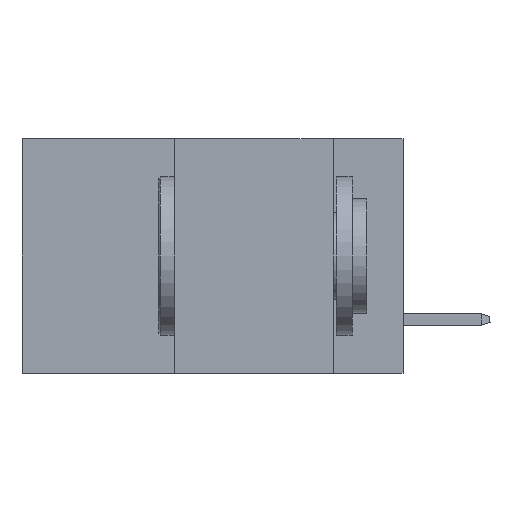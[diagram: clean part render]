
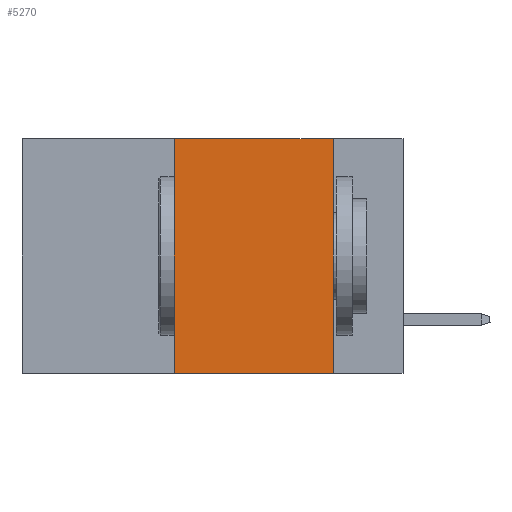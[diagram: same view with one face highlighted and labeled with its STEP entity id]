
A CAD part, left-side view. The second image highlights one B-rep face of the part: STEP entity #5270.
In plain terms, the highlighted planar face has unit normal (-1, 0, 0).
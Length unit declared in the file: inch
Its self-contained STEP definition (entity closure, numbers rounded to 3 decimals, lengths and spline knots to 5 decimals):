
#107 = ORIENTED_EDGE ( 'NONE', *, *, #8746, .F. ) ;
#530 = CARTESIAN_POINT ( 'NONE',  ( 0., 0.6, 0. ) ) ;
#1207 = VECTOR ( 'NONE', #4741, 39.37008 ) ;
#1494 = VERTEX_POINT ( 'NONE', #23341 ) ;
#1599 = EDGE_CURVE ( 'NONE', #23089, #9299, #24290, .T. ) ;
#1771 = CARTESIAN_POINT ( 'NONE',  ( 0., 0.6, 0. ) ) ;
#2512 = LINE ( 'NONE', #14867, #1207 ) ;
#2973 = EDGE_CURVE ( 'NONE', #8206, #9299, #16344, .T. ) ;
#4741 = DIRECTION ( 'NONE',  ( 0., 0., 1. ) ) ;
#5270 = ADVANCED_FACE ( 'NONE', ( #22180 ), #29791, .F. ) ;
#5584 = CARTESIAN_POINT ( 'NONE',  ( 0., 0.11, 0. ) ) ;
#5687 = CARTESIAN_POINT ( 'NONE',  ( 0., 0.11, -0.37 ) ) ;
#5855 = DIRECTION ( 'NONE',  ( 0., 0., -1. ) ) ;
#6373 = CARTESIAN_POINT ( 'NONE',  ( 0., 0.11, 0. ) ) ;
#7084 = VECTOR ( 'NONE', #25825, 39.37008 ) ;
#8089 = DIRECTION ( 'NONE',  ( 1., 0., 0. ) ) ;
#8141 = EDGE_LOOP ( 'NONE', ( #23784, #25605, #107, #23957 ) ) ;
#8206 = VERTEX_POINT ( 'NONE', #5584 ) ;
#8746 = EDGE_CURVE ( 'NONE', #23089, #1494, #2512, .T. ) ;
#9299 = VERTEX_POINT ( 'NONE', #5687 ) ;
#14305 = DIRECTION ( 'NONE',  ( 0., -1., 0. ) ) ;
#14867 = CARTESIAN_POINT ( 'NONE',  ( 0., 0.36, 0. ) ) ;
#16344 = LINE ( 'NONE', #6373, #18705 ) ;
#18705 = VECTOR ( 'NONE', #30736, 39.37008 ) ;
#21732 = AXIS2_PLACEMENT_3D ( 'NONE', #530, #8089, #5855 ) ;
#22180 = FACE_OUTER_BOUND ( 'NONE', #8141, .T. ) ;
#23089 = VERTEX_POINT ( 'NONE', #27370 ) ;
#23341 = CARTESIAN_POINT ( 'NONE',  ( 0., 0.36, 0. ) ) ;
#23784 = ORIENTED_EDGE ( 'NONE', *, *, #2973, .F. ) ;
#23813 = CARTESIAN_POINT ( 'NONE',  ( 0., 0.6, -0.37 ) ) ;
#23957 = ORIENTED_EDGE ( 'NONE', *, *, #1599, .T. ) ;
#24040 = LINE ( 'NONE', #1771, #7084 ) ;
#24290 = LINE ( 'NONE', #23813, #25224 ) ;
#25224 = VECTOR ( 'NONE', #14305, 39.37008 ) ;
#25605 = ORIENTED_EDGE ( 'NONE', *, *, #26945, .F. ) ;
#25825 = DIRECTION ( 'NONE',  ( 0., -1., 0. ) ) ;
#26945 = EDGE_CURVE ( 'NONE', #1494, #8206, #24040, .T. ) ;
#27370 = CARTESIAN_POINT ( 'NONE',  ( 0., 0.36, -0.37 ) ) ;
#29791 = PLANE ( 'NONE',  #21732 ) ;
#30736 = DIRECTION ( 'NONE',  ( 0., 0., -1. ) ) ;
